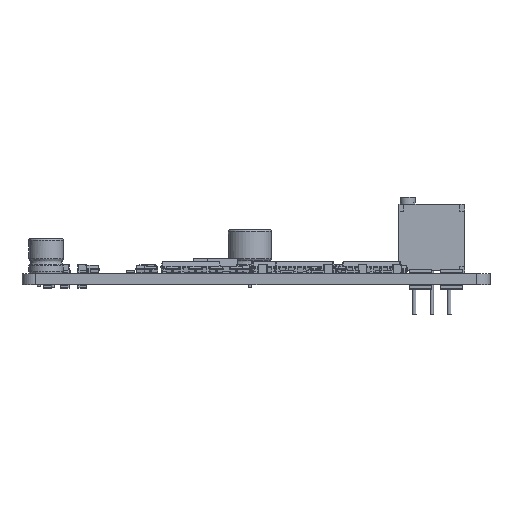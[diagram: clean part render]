
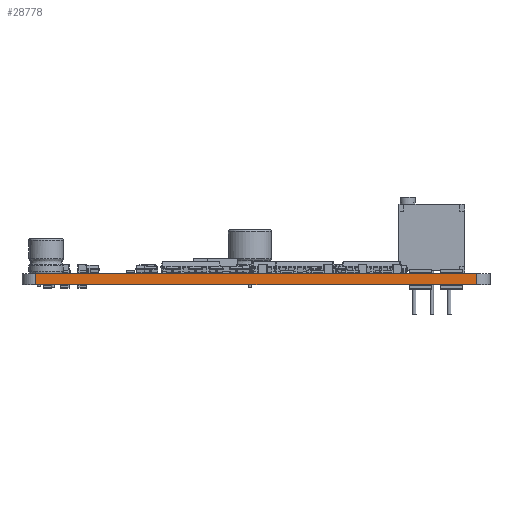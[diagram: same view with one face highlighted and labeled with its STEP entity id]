
A CAD part, left-side view. The second image highlights one B-rep face of the part: STEP entity #28778.
In plain terms, the highlighted planar face has unit normal (-1, 0, 0).
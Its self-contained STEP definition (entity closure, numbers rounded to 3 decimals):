
#26821 = VERTEX_POINT('',#26822);
#26822 = CARTESIAN_POINT('',(18.,-39.5,0.));
#26829 = EDGE_CURVE('',#26830,#26821,#26832,.T.);
#26830 = VERTEX_POINT('',#26831);
#26831 = CARTESIAN_POINT('',(18.,-103.5,0.));
#26832 = LINE('',#26833,#26834);
#26833 = CARTESIAN_POINT('',(18.,-103.5,0.));
#26834 = VECTOR('',#26835,1.);
#26835 = DIRECTION('',(0.,1.,0.));
#27786 = VERTEX_POINT('',#27787);
#27787 = CARTESIAN_POINT('',(18.,-39.5,1.6));
#27794 = EDGE_CURVE('',#27795,#27786,#27797,.T.);
#27795 = VERTEX_POINT('',#27796);
#27796 = CARTESIAN_POINT('',(18.,-103.5,1.6));
#27797 = LINE('',#27798,#27799);
#27798 = CARTESIAN_POINT('',(18.,-103.5,1.6));
#27799 = VECTOR('',#27800,1.);
#27800 = DIRECTION('',(0.,1.,0.));
#28748 = EDGE_CURVE('',#26821,#27786,#28749,.T.);
#28749 = LINE('',#28750,#28751);
#28750 = CARTESIAN_POINT('',(18.,-39.5,0.));
#28751 = VECTOR('',#28752,1.);
#28752 = DIRECTION('',(0.,0.,1.));
#28778 = ADVANCED_FACE('',(#28779),#28790,.T.);
#28779 = FACE_BOUND('',#28780,.T.);
#28780 = EDGE_LOOP('',(#28781,#28787,#28788,#28789));
#28781 = ORIENTED_EDGE('',*,*,#28782,.T.);
#28782 = EDGE_CURVE('',#26830,#27795,#28783,.T.);
#28783 = LINE('',#28784,#28785);
#28784 = CARTESIAN_POINT('',(18.,-103.5,0.));
#28785 = VECTOR('',#28786,1.);
#28786 = DIRECTION('',(0.,0.,1.));
#28787 = ORIENTED_EDGE('',*,*,#27794,.T.);
#28788 = ORIENTED_EDGE('',*,*,#28748,.F.);
#28789 = ORIENTED_EDGE('',*,*,#26829,.F.);
#28790 = PLANE('',#28791);
#28791 = AXIS2_PLACEMENT_3D('',#28792,#28793,#28794);
#28792 = CARTESIAN_POINT('',(18.,-103.5,0.));
#28793 = DIRECTION('',(-1.,0.,0.));
#28794 = DIRECTION('',(0.,1.,0.));
